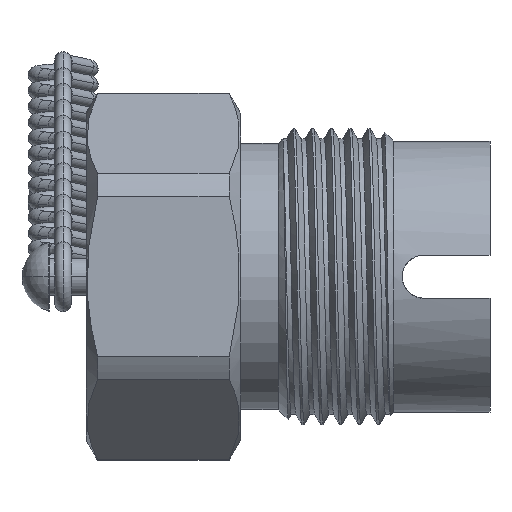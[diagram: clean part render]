
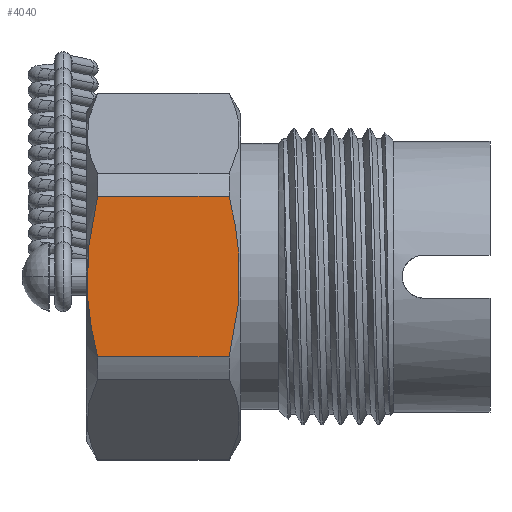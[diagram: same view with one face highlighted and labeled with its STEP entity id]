
A CAD part, front view. The second image highlights one B-rep face of the part: STEP entity #4040.
In plain terms, the highlighted planar face has unit normal (0, -1, 0).
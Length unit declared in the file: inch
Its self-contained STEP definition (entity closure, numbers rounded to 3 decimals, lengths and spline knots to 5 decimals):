
#56 = CARTESIAN_POINT ( 'NONE',  ( 0.02065, -0.625, 0.20458 ) ) ;
#572 = CARTESIAN_POINT ( 'NONE',  ( 0.5417, -0.625, -0.30397 ) ) ;
#1276 = CARTESIAN_POINT ( 'NONE',  ( 0.00288, -0.625, 0.02545 ) ) ;
#1451 = CARTESIAN_POINT ( 'NONE',  ( 0.02127, -0.625, -0.20341 ) ) ;
#1504 = CARTESIAN_POINT ( 'NONE',  ( 0.03083, -0.625, 0.25459 ) ) ;
#1800 = B_SPLINE_CURVE_WITH_KNOTS ( 'NONE', 3,
 ( #4055, #1504, #56, #14091, #7869, #8944, #1276, #14198, #6447, #5342, #1451, #2551, #10372, #6561 ),
 .UNSPECIFIED., .F., .F.,
 ( 4, 2, 2, 2, 2, 2, 4 ),
 ( 0.00829, 0.01217, 0.01411, 0.01605, 0.01993, 0.02187, 0.02381 ),
 .UNSPECIFIED. ) ;
#2163 = CARTESIAN_POINT ( 'NONE',  ( 0.5417, -0.625, -0.30397 ) ) ;
#2240 = EDGE_CURVE ( 'NONE', #6388, #11879, #7093, .T. ) ;
#2551 = CARTESIAN_POINT ( 'NONE',  ( 0.03127, -0.625, -0.25384 ) ) ;
#2783 = EDGE_LOOP ( 'NONE', ( #3711, #9071, #6518, #11644 ) ) ;
#2845 = EDGE_CURVE ( 'NONE', #15945, #6388, #12571, .T. ) ;
#3378 = VECTOR ( 'NONE', #4274, 39.37008 ) ;
#3437 = CARTESIAN_POINT ( 'NONE',  ( 0.57487, -0.625, 0.12828 ) ) ;
#3546 = CARTESIAN_POINT ( 'NONE',  ( 0.58121, -0.625, 0.0511 ) ) ;
#3654 = CARTESIAN_POINT ( 'NONE',  ( 0.55373, -0.625, -0.25384 ) ) ;
#3711 = ORIENTED_EDGE ( 'NONE', *, *, #13463, .T. ) ;
#4040 = ADVANCED_FACE ( 'NONE', ( #4695 ), #9298, .T. ) ;
#4055 = CARTESIAN_POINT ( 'NONE',  ( 0.0433, -0.625, 0.30397 ) ) ;
#4274 = DIRECTION ( 'NONE',  ( 1., 0., 0. ) ) ;
#4537 = CARTESIAN_POINT ( 'NONE',  ( 0.0433, -0.625, -0.30397 ) ) ;
#4695 = FACE_OUTER_BOUND ( 'NONE', #2783, .T. ) ;
#4871 = CARTESIAN_POINT ( 'NONE',  ( 0.57759, -0.625, 0.10252 ) ) ;
#4928 = CARTESIAN_POINT ( 'NONE',  ( 0.55417, -0.625, 0.25459 ) ) ;
#5342 = CARTESIAN_POINT ( 'NONE',  ( 0.01699, -0.625, -0.17815 ) ) ;
#6388 = VERTEX_POINT ( 'NONE', #11205 ) ;
#6447 = CARTESIAN_POINT ( 'NONE',  ( 0.00657, -0.625, -0.10218 ) ) ;
#6518 = ORIENTED_EDGE ( 'NONE', *, *, #2845, .T. ) ;
#6534 = DIRECTION ( 'NONE',  ( -1., 0., 0. ) ) ;
#6561 = CARTESIAN_POINT ( 'NONE',  ( 0.0433, -0.625, -0.30397 ) ) ;
#7093 = LINE ( 'NONE', #16453, #11299 ) ;
#7287 = CARTESIAN_POINT ( 'NONE',  ( 0.58212, -0.625, 0.02545 ) ) ;
#7295 = VERTEX_POINT ( 'NONE', #4537 ) ;
#7519 = CARTESIAN_POINT ( 'NONE',  ( 0.54799, -0.625, -0.27904 ) ) ;
#7869 = CARTESIAN_POINT ( 'NONE',  ( 0.00741, -0.625, 0.10252 ) ) ;
#8944 = CARTESIAN_POINT ( 'NONE',  ( 0.00379, -0.625, 0.0511 ) ) ;
#9071 = ORIENTED_EDGE ( 'NONE', *, *, #13967, .T. ) ;
#9298 = PLANE ( 'NONE',  #12011 ) ;
#10372 = CARTESIAN_POINT ( 'NONE',  ( 0.03701, -0.625, -0.27904 ) ) ;
#10568 = DIRECTION ( 'NONE',  ( 0., -1., 0. ) ) ;
#10762 = LINE ( 'NONE', #11974, #3378 ) ;
#10976 = CARTESIAN_POINT ( 'NONE',  ( 0.0433, -0.625, 0.30397 ) ) ;
#11082 = CARTESIAN_POINT ( 'NONE',  ( 0.58211, -0.625, -0.05129 ) ) ;
#11140 = CARTESIAN_POINT ( 'NONE',  ( 0.5417, -0.625, 0.30397 ) ) ;
#11192 = CARTESIAN_POINT ( 'NONE',  ( 0.56801, -0.625, -0.17815 ) ) ;
#11205 = CARTESIAN_POINT ( 'NONE',  ( 0.5417, -0.625, 0.30397 ) ) ;
#11299 = VECTOR ( 'NONE', #6534, 39.37008 ) ;
#11644 = ORIENTED_EDGE ( 'NONE', *, *, #2240, .T. ) ;
#11879 = VERTEX_POINT ( 'NONE', #10976 ) ;
#11895 = CARTESIAN_POINT ( 'NONE',  ( 0., -0.625, 0.36084 ) ) ;
#11974 = CARTESIAN_POINT ( 'NONE',  ( 0., -0.625, -0.30397 ) ) ;
#12011 = AXIS2_PLACEMENT_3D ( 'NONE', #11895, #10568, #13075 ) ;
#12373 = CARTESIAN_POINT ( 'NONE',  ( 0.56435, -0.625, 0.20458 ) ) ;
#12533 = CARTESIAN_POINT ( 'NONE',  ( 0.57843, -0.625, -0.10218 ) ) ;
#12571 = B_SPLINE_CURVE_WITH_KNOTS ( 'NONE', 3,
 ( #2163, #7519, #3654, #15033, #11192, #12533, #11082, #7287, #3546, #4871, #3437, #12373, #4928, #11140 ),
 .UNSPECIFIED., .F., .F.,
 ( 4, 2, 2, 2, 2, 2, 4 ),
 ( 0.01777, 0.01971, 0.02166, 0.02555, 0.02749, 0.02944, 0.03333 ),
 .UNSPECIFIED. ) ;
#13075 = DIRECTION ( 'NONE',  ( 0., 0., -1. ) ) ;
#13463 = EDGE_CURVE ( 'NONE', #11879, #7295, #1800, .T. ) ;
#13967 = EDGE_CURVE ( 'NONE', #7295, #15945, #10762, .T. ) ;
#14091 = CARTESIAN_POINT ( 'NONE',  ( 0.01013, -0.625, 0.12828 ) ) ;
#14198 = CARTESIAN_POINT ( 'NONE',  ( 0.00289, -0.625, -0.05129 ) ) ;
#15033 = CARTESIAN_POINT ( 'NONE',  ( 0.56373, -0.625, -0.20341 ) ) ;
#15945 = VERTEX_POINT ( 'NONE', #572 ) ;
#16453 = CARTESIAN_POINT ( 'NONE',  ( 0., -0.625, 0.30397 ) ) ;
